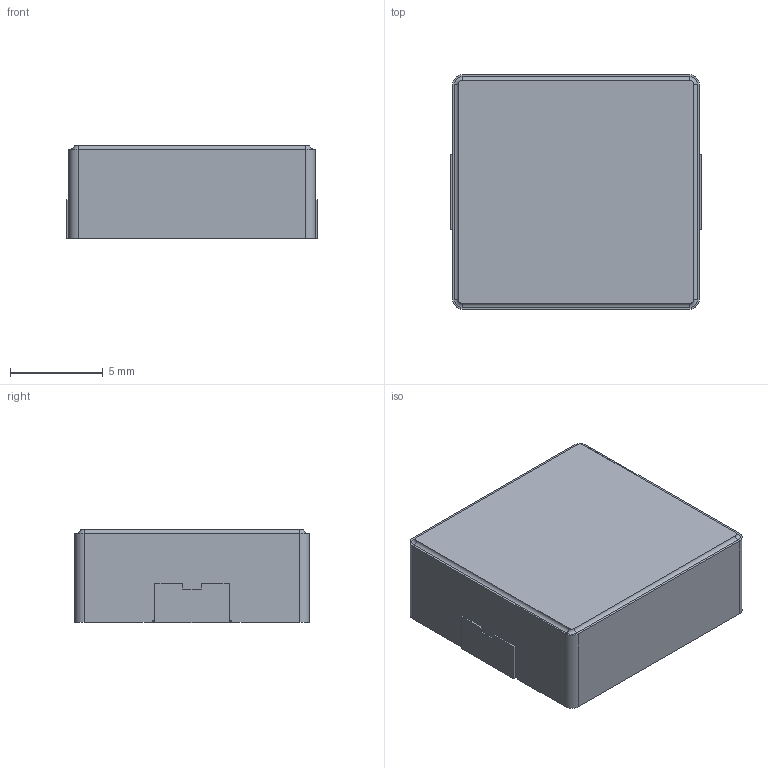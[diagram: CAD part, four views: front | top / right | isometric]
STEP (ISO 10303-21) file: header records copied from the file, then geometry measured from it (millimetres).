
FILE_DESCRIPTION (( 'STEP AP214' ), '1' );
FILE_NAME ('IND-SMD_L13.5-W12.6-H5.0.step', '2024-07-04T01:54:10', ( '' ), ( '' ), 'SwSTEP 2.0', 'SolidWorks 2021', '' );
FILE_SCHEMA (( 'AUTOMOTIVE_DESIGN' ));
Length unit declared in the file: millimetre
Products named in the file (1): IND-SMD_L13.5-W12.6-H5.0
Bounding box: 13.45 x 12.6 x 5.01 mm (x, y, z)
Volume: 832.1 mm3; surface area: 649.5 mm2
Topology: 3 solids, 3 shells, 275 faces, 747 edges, 498 vertices
Faces by surface type: plane 165, bspline 98, cylinder 8, torus 4
Entity records: 12194 total; most frequent: CARTESIAN_POINT 2827, ORIENTED_EDGE 1494, DIRECTION 927, EDGE_CURVE 747, VECTOR 523, LINE 523, VERTEX_POINT 498, EDGE_LOOP 295
